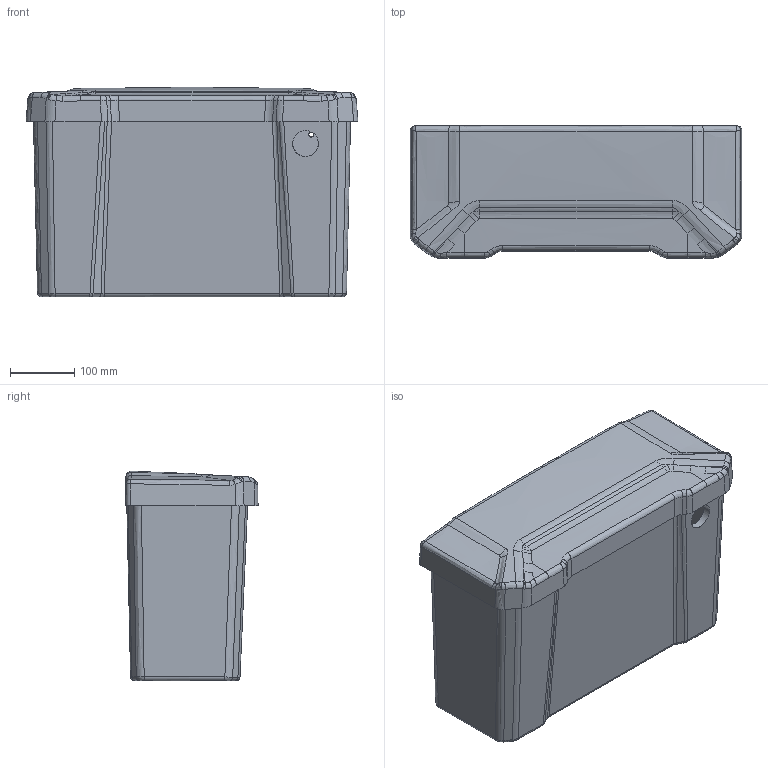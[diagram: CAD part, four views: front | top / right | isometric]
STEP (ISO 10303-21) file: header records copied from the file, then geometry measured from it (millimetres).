
FILE_DESCRIPTION(/* description */ (''),/* implementation_level */ '2;1');
FILE_NAME(/* name */ 'SY245~2',/* time_stamp */ '2021-11-29T15:00:48+08:00',/* author */ (''),/* organization */ (''),/* preprocessor_version */ 'ST-DEVELOPER v15',/* originating_system */ '',/* authorisation */ '');
FILE_SCHEMA (('AUTOMOTIVE_DESIGN'));
Length unit declared in the file: millimetre
Products named in the file (1): Document
Bounding box: 515 x 205 x 325.14 mm (x, y, z)
Surface area: 1897890.9 mm2 (no closed solid volume)
Topology: 0 solids, 4 shells, 399 faces, 1027 edges, 628 vertices
Faces by surface type: bspline 320, plane 79
Entity records: 24026 total; most frequent: CARTESIAN_POINT 18295, ORIENTED_EDGE 2034, EDGE_CURVE 1024, VERTEX_POINT 628, B_SPLINE_CURVE_WITH_KNOTS 497, EDGE_LOOP 419, ADVANCED_FACE 399, FACE_OUTER_BOUND 399
